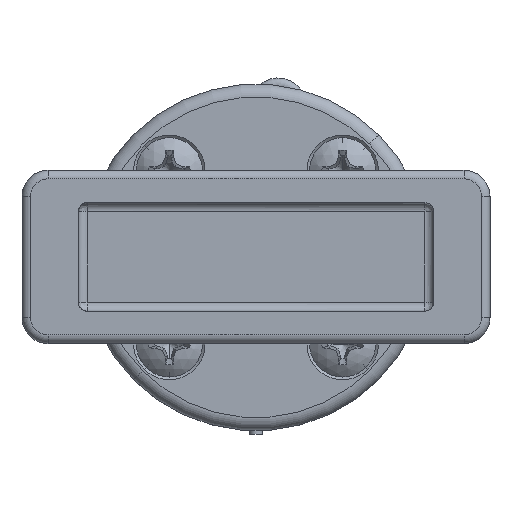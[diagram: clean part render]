
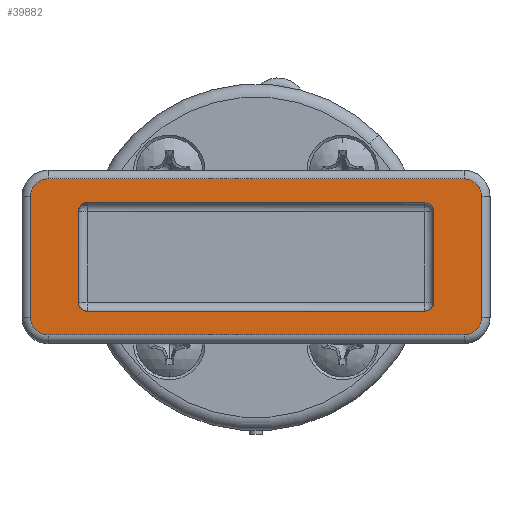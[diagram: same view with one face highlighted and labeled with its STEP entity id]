
A CAD part, top view. The second image highlights one B-rep face of the part: STEP entity #39882.
In plain terms, the highlighted planar face has unit normal (0, 0, 1).
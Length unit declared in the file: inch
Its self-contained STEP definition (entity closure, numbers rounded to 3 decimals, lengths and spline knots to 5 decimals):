
#37941=CARTESIAN_POINT('',(-1.5,-0.4375,2.198));
#37942=DIRECTION('',(0.,0.,1.));
#37943=DIRECTION('',(-1.,0.,0.));
#37944=AXIS2_PLACEMENT_3D('',#37941,#37942,#37943);
#37946=DIRECTION('',(0.,-1.,0.));
#37947=VECTOR('',#37946,0.875);
#37948=CARTESIAN_POINT('',(-1.625,0.4375,2.198));
#37949=LINE('',#37948,#37947);
#37950=CARTESIAN_POINT('',(-1.5,0.4375,2.198));
#37951=DIRECTION('',(0.,0.,1.));
#37952=DIRECTION('',(0.,1.,0.));
#37953=AXIS2_PLACEMENT_3D('',#37950,#37951,#37952);
#37955=DIRECTION('',(-1.,0.,0.));
#37956=VECTOR('',#37955,3.);
#37957=CARTESIAN_POINT('',(1.5,0.5625,2.198));
#37958=LINE('',#37957,#37956);
#37959=CARTESIAN_POINT('',(1.5,0.4375,2.198));
#37960=DIRECTION('',(0.,0.,1.));
#37961=DIRECTION('',(1.,0.,0.));
#37962=AXIS2_PLACEMENT_3D('',#37959,#37960,#37961);
#37964=DIRECTION('',(0.,1.,0.));
#37965=VECTOR('',#37964,0.875);
#37966=CARTESIAN_POINT('',(1.625,-0.4375,2.198));
#37967=LINE('',#37966,#37965);
#37968=CARTESIAN_POINT('',(1.5,-0.4375,2.198));
#37969=DIRECTION('',(0.,0.,1.));
#37970=DIRECTION('',(0.,-1.,0.));
#37971=AXIS2_PLACEMENT_3D('',#37968,#37969,#37970);
#37973=DIRECTION('',(1.,0.,0.));
#37974=VECTOR('',#37973,3.);
#37975=CARTESIAN_POINT('',(-1.5,-0.5625,2.198));
#37976=LINE('',#37975,#37974);
#37977=DIRECTION('',(-1.,0.,0.));
#37978=VECTOR('',#37977,2.4375);
#37979=CARTESIAN_POINT('',(1.21875,0.39063,2.198));
#37980=LINE('',#37979,#37978);
#37981=DIRECTION('',(0.,-1.,0.));
#37982=VECTOR('',#37981,0.65625);
#37983=CARTESIAN_POINT('',(-1.28125,0.32813,2.198));
#37984=LINE('',#37983,#37982);
#37985=DIRECTION('',(1.,0.,0.));
#37986=VECTOR('',#37985,2.4375);
#37987=CARTESIAN_POINT('',(-1.21875,-0.39063,2.198));
#37988=LINE('',#37987,#37986);
#37989=DIRECTION('',(0.,1.,0.));
#37990=VECTOR('',#37989,0.65625);
#37991=CARTESIAN_POINT('',(1.28125,-0.32813,2.198));
#37992=LINE('',#37991,#37990);
#39329=CARTESIAN_POINT('',(1.21875,0.32813,2.198));
#39330=DIRECTION('',(0.,0.,-1.));
#39331=DIRECTION('',(0.,1.,0.));
#39332=AXIS2_PLACEMENT_3D('',#39329,#39330,#39331);
#39420=CARTESIAN_POINT('',(1.21875,-0.32813,2.198));
#39421=DIRECTION('',(0.,0.,-1.));
#39422=DIRECTION('',(1.,0.,0.));
#39423=AXIS2_PLACEMENT_3D('',#39420,#39421,#39422);
#39527=CARTESIAN_POINT('',(-1.21875,-0.32813,2.198));
#39528=DIRECTION('',(0.,0.,-1.));
#39529=DIRECTION('',(0.,-1.,0.));
#39530=AXIS2_PLACEMENT_3D('',#39527,#39528,#39529);
#39568=CARTESIAN_POINT('',(-1.21875,0.32813,2.198));
#39569=DIRECTION('',(0.,0.,-1.));
#39570=DIRECTION('',(-1.,0.,0.));
#39571=AXIS2_PLACEMENT_3D('',#39568,#39569,#39570);
#39623=CARTESIAN_POINT('',(-1.21875,-0.39063,2.198));
#39624=CARTESIAN_POINT('',(1.21875,-0.39063,2.198));
#39625=VERTEX_POINT('',#39623);
#39626=VERTEX_POINT('',#39624);
#39627=CARTESIAN_POINT('',(1.28125,-0.32813,2.198));
#39628=CARTESIAN_POINT('',(1.28125,0.32813,2.198));
#39629=VERTEX_POINT('',#39627);
#39630=VERTEX_POINT('',#39628);
#39631=CARTESIAN_POINT('',(1.21875,0.39063,2.198));
#39632=CARTESIAN_POINT('',(-1.21875,0.39063,2.198));
#39633=VERTEX_POINT('',#39631);
#39634=VERTEX_POINT('',#39632);
#39635=CARTESIAN_POINT('',(-1.28125,0.32813,2.198));
#39636=CARTESIAN_POINT('',(-1.28125,-0.32813,2.198));
#39637=VERTEX_POINT('',#39635);
#39638=VERTEX_POINT('',#39636);
#39727=CARTESIAN_POINT('',(-1.625,-0.4375,2.198));
#39728=CARTESIAN_POINT('',(-1.5,-0.5625,2.198));
#39729=VERTEX_POINT('',#39727);
#39730=VERTEX_POINT('',#39728);
#39735=CARTESIAN_POINT('',(1.5,-0.5625,2.198));
#39736=VERTEX_POINT('',#39735);
#39739=CARTESIAN_POINT('',(1.625,-0.4375,2.198));
#39740=VERTEX_POINT('',#39739);
#39743=CARTESIAN_POINT('',(1.625,0.4375,2.198));
#39744=VERTEX_POINT('',#39743);
#39747=CARTESIAN_POINT('',(1.5,0.5625,2.198));
#39748=VERTEX_POINT('',#39747);
#39751=CARTESIAN_POINT('',(-1.5,0.5625,2.198));
#39752=VERTEX_POINT('',#39751);
#39755=CARTESIAN_POINT('',(-1.625,0.4375,2.198));
#39756=VERTEX_POINT('',#39755);
#39842=CARTESIAN_POINT('',(0.,0.,2.198));
#39843=DIRECTION('',(0.,0.,1.));
#39844=DIRECTION('',(0.,1.,0.));
#39845=AXIS2_PLACEMENT_3D('',#39842,#39843,#39844);
#39846=PLANE('',#39845);
#39848=ORIENTED_EDGE('',*,*,#39847,.F.);
#39850=ORIENTED_EDGE('',*,*,#39849,.F.);
#39852=ORIENTED_EDGE('',*,*,#39851,.F.);
#39854=ORIENTED_EDGE('',*,*,#39853,.F.);
#39856=ORIENTED_EDGE('',*,*,#39855,.F.);
#39857=ORIENTED_EDGE('',*,*,#39831,.F.);
#39859=ORIENTED_EDGE('',*,*,#39858,.F.);
#39861=ORIENTED_EDGE('',*,*,#39860,.F.);
#39862=EDGE_LOOP('',(#39848,#39850,#39852,#39854,#39856,#39857,#39859,#39861));
#39863=FACE_OUTER_BOUND('',#39862,.F.);
#39865=ORIENTED_EDGE('',*,*,#39864,.T.);
#39867=ORIENTED_EDGE('',*,*,#39866,.F.);
#39869=ORIENTED_EDGE('',*,*,#39868,.T.);
#39871=ORIENTED_EDGE('',*,*,#39870,.F.);
#39873=ORIENTED_EDGE('',*,*,#39872,.T.);
#39875=ORIENTED_EDGE('',*,*,#39874,.F.);
#39877=ORIENTED_EDGE('',*,*,#39876,.T.);
#39879=ORIENTED_EDGE('',*,*,#39878,.F.);
#39880=EDGE_LOOP('',(#39865,#39867,#39869,#39871,#39873,#39875,#39877,#39879));
#39881=FACE_BOUND('',#39880,.F.);
#37945=CIRCLE('',#37944,0.125);
#37954=CIRCLE('',#37953,0.125);
#37963=CIRCLE('',#37962,0.125);
#37972=CIRCLE('',#37971,0.125);
#39333=CIRCLE('',#39332,0.0625);
#39424=CIRCLE('',#39423,0.0625);
#39531=CIRCLE('',#39530,0.0625);
#39572=CIRCLE('',#39571,0.0625);
#39831=EDGE_CURVE('',#39740,#39744,#37967,.T.);
#39847=EDGE_CURVE('',#39729,#39730,#37945,.T.);
#39849=EDGE_CURVE('',#39756,#39729,#37949,.T.);
#39851=EDGE_CURVE('',#39752,#39756,#37954,.T.);
#39853=EDGE_CURVE('',#39748,#39752,#37958,.T.);
#39855=EDGE_CURVE('',#39744,#39748,#37963,.T.);
#39858=EDGE_CURVE('',#39736,#39740,#37972,.T.);
#39860=EDGE_CURVE('',#39730,#39736,#37976,.T.);
#39864=EDGE_CURVE('',#39633,#39634,#37980,.T.);
#39866=EDGE_CURVE('',#39637,#39634,#39572,.T.);
#39868=EDGE_CURVE('',#39637,#39638,#37984,.T.);
#39870=EDGE_CURVE('',#39625,#39638,#39531,.T.);
#39872=EDGE_CURVE('',#39625,#39626,#37988,.T.);
#39874=EDGE_CURVE('',#39629,#39626,#39424,.T.);
#39876=EDGE_CURVE('',#39629,#39630,#37992,.T.);
#39878=EDGE_CURVE('',#39633,#39630,#39333,.T.);
#39882=ADVANCED_FACE('',(#39863,#39881),#39846,.T.);
